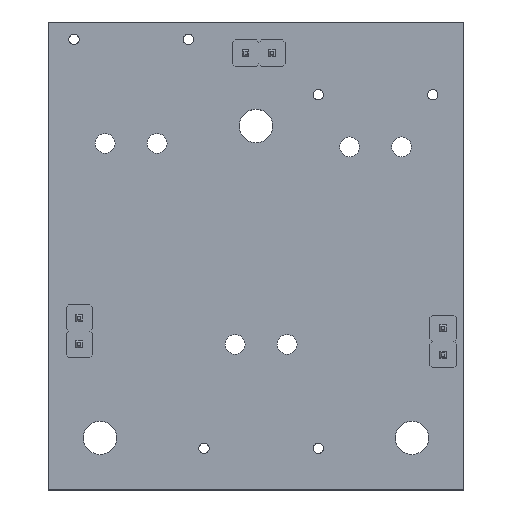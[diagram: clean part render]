
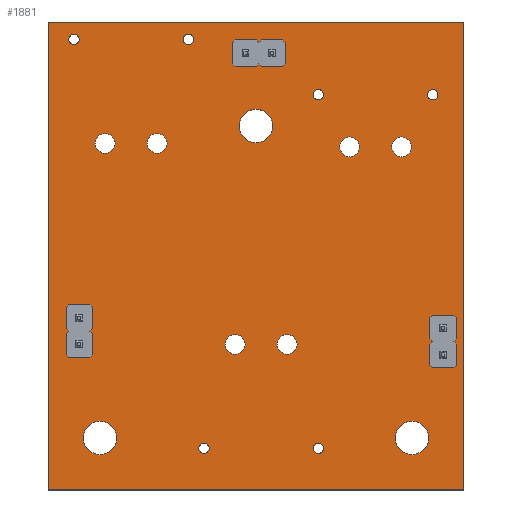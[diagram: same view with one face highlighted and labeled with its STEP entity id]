
A CAD part, top view. The second image highlights one B-rep face of the part: STEP entity #1881.
In plain terms, the highlighted planar face has unit normal (0, 0, 1).
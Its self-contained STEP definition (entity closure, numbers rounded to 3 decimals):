
#1538 = VERTEX_POINT('',#1539);
#1539 = CARTESIAN_POINT('',(141.,-97.,1.6));
#1545 = EDGE_CURVE('',#1538,#1546,#1548,.T.);
#1546 = VERTEX_POINT('',#1547);
#1547 = CARTESIAN_POINT('',(101.,-97.,1.6));
#1548 = LINE('',#1549,#1550);
#1549 = CARTESIAN_POINT('',(141.,-97.,1.6));
#1550 = VECTOR('',#1551,1.);
#1551 = DIRECTION('',(-1.,0.,0.));
#1578 = VERTEX_POINT('',#1579);
#1579 = CARTESIAN_POINT('',(141.,-52.,1.6));
#1585 = EDGE_CURVE('',#1578,#1538,#1586,.T.);
#1586 = LINE('',#1587,#1588);
#1587 = CARTESIAN_POINT('',(141.,-52.,1.6));
#1588 = VECTOR('',#1589,1.);
#1589 = DIRECTION('',(0.,-1.,0.));
#1607 = EDGE_CURVE('',#1546,#1608,#1610,.T.);
#1608 = VERTEX_POINT('',#1609);
#1609 = CARTESIAN_POINT('',(101.,-52.,1.6));
#1610 = LINE('',#1611,#1612);
#1611 = CARTESIAN_POINT('',(101.,-97.,1.6));
#1612 = VECTOR('',#1613,1.);
#1613 = DIRECTION('',(0.,1.,0.));
#1881 = ADVANCED_FACE('',(#1882,#1893,#1904,#1915,#1926,#1937,#1948,
    #1959,#1970,#1981,#1992,#2003,#2014,#2025,#2036,#2047,#2058,#2069,
    #2080,#2091,#2102,#2113),#2124,.F.);
#1882 = FACE_BOUND('',#1883,.F.);
#1883 = EDGE_LOOP('',(#1884,#1885,#1886,#1892));
#1884 = ORIENTED_EDGE('',*,*,#1545,.T.);
#1885 = ORIENTED_EDGE('',*,*,#1607,.T.);
#1886 = ORIENTED_EDGE('',*,*,#1887,.T.);
#1887 = EDGE_CURVE('',#1608,#1578,#1888,.T.);
#1888 = LINE('',#1889,#1890);
#1889 = CARTESIAN_POINT('',(101.,-52.,1.6));
#1890 = VECTOR('',#1891,1.);
#1891 = DIRECTION('',(1.,0.,0.));
#1892 = ORIENTED_EDGE('',*,*,#1585,.T.);
#1893 = FACE_BOUND('',#1894,.F.);
#1894 = EDGE_LOOP('',(#1895));
#1895 = ORIENTED_EDGE('',*,*,#1896,.F.);
#1896 = EDGE_CURVE('',#1897,#1897,#1899,.T.);
#1897 = VERTEX_POINT('',#1898);
#1898 = CARTESIAN_POINT('',(136.,-93.6,1.6));
#1899 = CIRCLE('',#1900,1.6);
#1900 = AXIS2_PLACEMENT_3D('',#1901,#1902,#1903);
#1901 = CARTESIAN_POINT('',(136.,-92.,1.6));
#1902 = DIRECTION('',(-0.,0.,-1.));
#1903 = DIRECTION('',(-0.,-1.,0.));
#1904 = FACE_BOUND('',#1905,.F.);
#1905 = EDGE_LOOP('',(#1906));
#1906 = ORIENTED_EDGE('',*,*,#1907,.F.);
#1907 = EDGE_CURVE('',#1908,#1908,#1910,.T.);
#1908 = VERTEX_POINT('',#1909);
#1909 = CARTESIAN_POINT('',(139.,-84.5,1.6));
#1910 = CIRCLE('',#1911,0.5);
#1911 = AXIS2_PLACEMENT_3D('',#1912,#1913,#1914);
#1912 = CARTESIAN_POINT('',(139.,-84.,1.6));
#1913 = DIRECTION('',(-0.,0.,-1.));
#1914 = DIRECTION('',(-0.,-1.,0.));
#1915 = FACE_BOUND('',#1916,.F.);
#1916 = EDGE_LOOP('',(#1917));
#1917 = ORIENTED_EDGE('',*,*,#1918,.F.);
#1918 = EDGE_CURVE('',#1919,#1919,#1921,.T.);
#1919 = VERTEX_POINT('',#1920);
#1920 = CARTESIAN_POINT('',(127.,-93.5,1.6));
#1921 = CIRCLE('',#1922,0.5);
#1922 = AXIS2_PLACEMENT_3D('',#1923,#1924,#1925);
#1923 = CARTESIAN_POINT('',(127.,-93.,1.6));
#1924 = DIRECTION('',(-0.,0.,-1.));
#1925 = DIRECTION('',(-0.,-1.,0.));
#1926 = FACE_BOUND('',#1927,.F.);
#1927 = EDGE_LOOP('',(#1928));
#1928 = ORIENTED_EDGE('',*,*,#1929,.F.);
#1929 = EDGE_CURVE('',#1930,#1930,#1932,.T.);
#1930 = VERTEX_POINT('',#1931);
#1931 = CARTESIAN_POINT('',(139.,-81.96,1.6));
#1932 = CIRCLE('',#1933,0.5);
#1933 = AXIS2_PLACEMENT_3D('',#1934,#1935,#1936);
#1934 = CARTESIAN_POINT('',(139.,-81.46,1.6));
#1935 = DIRECTION('',(-0.,0.,-1.));
#1936 = DIRECTION('',(-0.,-1.,0.));
#1937 = FACE_BOUND('',#1938,.F.);
#1938 = EDGE_LOOP('',(#1939));
#1939 = ORIENTED_EDGE('',*,*,#1940,.F.);
#1940 = EDGE_CURVE('',#1941,#1941,#1943,.T.);
#1941 = VERTEX_POINT('',#1942);
#1942 = CARTESIAN_POINT('',(124.,-83.95,1.6));
#1943 = CIRCLE('',#1944,0.95);
#1944 = AXIS2_PLACEMENT_3D('',#1945,#1946,#1947);
#1945 = CARTESIAN_POINT('',(124.,-83.,1.6));
#1946 = DIRECTION('',(-0.,0.,-1.));
#1947 = DIRECTION('',(-0.,-1.,0.));
#1948 = FACE_BOUND('',#1949,.F.);
#1949 = EDGE_LOOP('',(#1950));
#1950 = ORIENTED_EDGE('',*,*,#1951,.F.);
#1951 = EDGE_CURVE('',#1952,#1952,#1954,.T.);
#1952 = VERTEX_POINT('',#1953);
#1953 = CARTESIAN_POINT('',(116.,-93.5,1.6));
#1954 = CIRCLE('',#1955,0.5);
#1955 = AXIS2_PLACEMENT_3D('',#1956,#1957,#1958);
#1956 = CARTESIAN_POINT('',(116.,-93.,1.6));
#1957 = DIRECTION('',(-0.,0.,-1.));
#1958 = DIRECTION('',(-0.,-1.,0.));
#1959 = FACE_BOUND('',#1960,.F.);
#1960 = EDGE_LOOP('',(#1961));
#1961 = ORIENTED_EDGE('',*,*,#1962,.F.);
#1962 = EDGE_CURVE('',#1963,#1963,#1965,.T.);
#1963 = VERTEX_POINT('',#1964);
#1964 = CARTESIAN_POINT('',(106.,-93.6,1.6));
#1965 = CIRCLE('',#1966,1.6);
#1966 = AXIS2_PLACEMENT_3D('',#1967,#1968,#1969);
#1967 = CARTESIAN_POINT('',(106.,-92.,1.6));
#1968 = DIRECTION('',(-0.,0.,-1.));
#1969 = DIRECTION('',(-0.,-1.,0.));
#1970 = FACE_BOUND('',#1971,.F.);
#1971 = EDGE_LOOP('',(#1972));
#1972 = ORIENTED_EDGE('',*,*,#1973,.F.);
#1973 = EDGE_CURVE('',#1974,#1974,#1976,.T.);
#1974 = VERTEX_POINT('',#1975);
#1975 = CARTESIAN_POINT('',(119.,-83.95,1.6));
#1976 = CIRCLE('',#1977,0.95);
#1977 = AXIS2_PLACEMENT_3D('',#1978,#1979,#1980);
#1978 = CARTESIAN_POINT('',(119.,-83.,1.6));
#1979 = DIRECTION('',(-0.,0.,-1.));
#1980 = DIRECTION('',(-0.,-1.,0.));
#1981 = FACE_BOUND('',#1982,.F.);
#1982 = EDGE_LOOP('',(#1983));
#1983 = ORIENTED_EDGE('',*,*,#1984,.F.);
#1984 = EDGE_CURVE('',#1985,#1985,#1987,.T.);
#1985 = VERTEX_POINT('',#1986);
#1986 = CARTESIAN_POINT('',(104.,-83.5,1.6));
#1987 = CIRCLE('',#1988,0.5);
#1988 = AXIS2_PLACEMENT_3D('',#1989,#1990,#1991);
#1989 = CARTESIAN_POINT('',(104.,-83.,1.6));
#1990 = DIRECTION('',(-0.,0.,-1.));
#1991 = DIRECTION('',(-0.,-1.,0.));
#1992 = FACE_BOUND('',#1993,.F.);
#1993 = EDGE_LOOP('',(#1994));
#1994 = ORIENTED_EDGE('',*,*,#1995,.F.);
#1995 = EDGE_CURVE('',#1996,#1996,#1998,.T.);
#1996 = VERTEX_POINT('',#1997);
#1997 = CARTESIAN_POINT('',(104.,-80.96,1.6));
#1998 = CIRCLE('',#1999,0.5);
#1999 = AXIS2_PLACEMENT_3D('',#2000,#2001,#2002);
#2000 = CARTESIAN_POINT('',(104.,-80.46,1.6));
#2001 = DIRECTION('',(-0.,0.,-1.));
#2002 = DIRECTION('',(-0.,-1.,0.));
#2003 = FACE_BOUND('',#2004,.F.);
#2004 = EDGE_LOOP('',(#2005));
#2005 = ORIENTED_EDGE('',*,*,#2006,.F.);
#2006 = EDGE_CURVE('',#2007,#2007,#2009,.T.);
#2007 = VERTEX_POINT('',#2008);
#2008 = CARTESIAN_POINT('',(135.,-64.95,1.6));
#2009 = CIRCLE('',#2010,0.95);
#2010 = AXIS2_PLACEMENT_3D('',#2011,#2012,#2013);
#2011 = CARTESIAN_POINT('',(135.,-64.,1.6));
#2012 = DIRECTION('',(-0.,0.,-1.));
#2013 = DIRECTION('',(-0.,-1.,0.));
#2014 = FACE_BOUND('',#2015,.F.);
#2015 = EDGE_LOOP('',(#2016));
#2016 = ORIENTED_EDGE('',*,*,#2017,.F.);
#2017 = EDGE_CURVE('',#2018,#2018,#2020,.T.);
#2018 = VERTEX_POINT('',#2019);
#2019 = CARTESIAN_POINT('',(130.,-64.95,1.6));
#2020 = CIRCLE('',#2021,0.95);
#2021 = AXIS2_PLACEMENT_3D('',#2022,#2023,#2024);
#2022 = CARTESIAN_POINT('',(130.,-64.,1.6));
#2023 = DIRECTION('',(-0.,0.,-1.));
#2024 = DIRECTION('',(-0.,-1.,0.));
#2025 = FACE_BOUND('',#2026,.F.);
#2026 = EDGE_LOOP('',(#2027));
#2027 = ORIENTED_EDGE('',*,*,#2028,.F.);
#2028 = EDGE_CURVE('',#2029,#2029,#2031,.T.);
#2029 = VERTEX_POINT('',#2030);
#2030 = CARTESIAN_POINT('',(138.,-59.5,1.6));
#2031 = CIRCLE('',#2032,0.5);
#2032 = AXIS2_PLACEMENT_3D('',#2033,#2034,#2035);
#2033 = CARTESIAN_POINT('',(138.,-59.,1.6));
#2034 = DIRECTION('',(-0.,0.,-1.));
#2035 = DIRECTION('',(-0.,-1.,0.));
#2036 = FACE_BOUND('',#2037,.F.);
#2037 = EDGE_LOOP('',(#2038));
#2038 = ORIENTED_EDGE('',*,*,#2039,.F.);
#2039 = EDGE_CURVE('',#2040,#2040,#2042,.T.);
#2040 = VERTEX_POINT('',#2041);
#2041 = CARTESIAN_POINT('',(127.,-59.5,1.6));
#2042 = CIRCLE('',#2043,0.5);
#2043 = AXIS2_PLACEMENT_3D('',#2044,#2045,#2046);
#2044 = CARTESIAN_POINT('',(127.,-59.,1.6));
#2045 = DIRECTION('',(-0.,0.,-1.));
#2046 = DIRECTION('',(-0.,-1.,0.));
#2047 = FACE_BOUND('',#2048,.F.);
#2048 = EDGE_LOOP('',(#2049));
#2049 = ORIENTED_EDGE('',*,*,#2050,.F.);
#2050 = EDGE_CURVE('',#2051,#2051,#2053,.T.);
#2051 = VERTEX_POINT('',#2052);
#2052 = CARTESIAN_POINT('',(122.54,-55.5,1.6));
#2053 = CIRCLE('',#2054,0.5);
#2054 = AXIS2_PLACEMENT_3D('',#2055,#2056,#2057);
#2055 = CARTESIAN_POINT('',(122.54,-55.,1.6));
#2056 = DIRECTION('',(-0.,0.,-1.));
#2057 = DIRECTION('',(-0.,-1.,0.));
#2058 = FACE_BOUND('',#2059,.F.);
#2059 = EDGE_LOOP('',(#2060));
#2060 = ORIENTED_EDGE('',*,*,#2061,.F.);
#2061 = EDGE_CURVE('',#2062,#2062,#2064,.T.);
#2062 = VERTEX_POINT('',#2063);
#2063 = CARTESIAN_POINT('',(111.5,-64.625,1.6));
#2064 = CIRCLE('',#2065,0.95);
#2065 = AXIS2_PLACEMENT_3D('',#2066,#2067,#2068);
#2066 = CARTESIAN_POINT('',(111.5,-63.675,1.6));
#2067 = DIRECTION('',(-0.,0.,-1.));
#2068 = DIRECTION('',(-0.,-1.,0.));
#2069 = FACE_BOUND('',#2070,.F.);
#2070 = EDGE_LOOP('',(#2071));
#2071 = ORIENTED_EDGE('',*,*,#2072,.F.);
#2072 = EDGE_CURVE('',#2073,#2073,#2075,.T.);
#2073 = VERTEX_POINT('',#2074);
#2074 = CARTESIAN_POINT('',(106.5,-64.625,1.6));
#2075 = CIRCLE('',#2076,0.95);
#2076 = AXIS2_PLACEMENT_3D('',#2077,#2078,#2079);
#2077 = CARTESIAN_POINT('',(106.5,-63.675,1.6));
#2078 = DIRECTION('',(-0.,0.,-1.));
#2079 = DIRECTION('',(-0.,-1.,0.));
#2080 = FACE_BOUND('',#2081,.F.);
#2081 = EDGE_LOOP('',(#2082));
#2082 = ORIENTED_EDGE('',*,*,#2083,.F.);
#2083 = EDGE_CURVE('',#2084,#2084,#2086,.T.);
#2084 = VERTEX_POINT('',#2085);
#2085 = CARTESIAN_POINT('',(121.,-63.6,1.6));
#2086 = CIRCLE('',#2087,1.6);
#2087 = AXIS2_PLACEMENT_3D('',#2088,#2089,#2090);
#2088 = CARTESIAN_POINT('',(121.,-62.,1.6));
#2089 = DIRECTION('',(-0.,0.,-1.));
#2090 = DIRECTION('',(-0.,-1.,0.));
#2091 = FACE_BOUND('',#2092,.F.);
#2092 = EDGE_LOOP('',(#2093));
#2093 = ORIENTED_EDGE('',*,*,#2094,.F.);
#2094 = EDGE_CURVE('',#2095,#2095,#2097,.T.);
#2095 = VERTEX_POINT('',#2096);
#2096 = CARTESIAN_POINT('',(120.,-55.5,1.6));
#2097 = CIRCLE('',#2098,0.5);
#2098 = AXIS2_PLACEMENT_3D('',#2099,#2100,#2101);
#2099 = CARTESIAN_POINT('',(120.,-55.,1.6));
#2100 = DIRECTION('',(-0.,0.,-1.));
#2101 = DIRECTION('',(-0.,-1.,0.));
#2102 = FACE_BOUND('',#2103,.F.);
#2103 = EDGE_LOOP('',(#2104));
#2104 = ORIENTED_EDGE('',*,*,#2105,.F.);
#2105 = EDGE_CURVE('',#2106,#2106,#2108,.T.);
#2106 = VERTEX_POINT('',#2107);
#2107 = CARTESIAN_POINT('',(114.5,-54.175,1.6));
#2108 = CIRCLE('',#2109,0.5);
#2109 = AXIS2_PLACEMENT_3D('',#2110,#2111,#2112);
#2110 = CARTESIAN_POINT('',(114.5,-53.675,1.6));
#2111 = DIRECTION('',(-0.,0.,-1.));
#2112 = DIRECTION('',(-0.,-1.,0.));
#2113 = FACE_BOUND('',#2114,.F.);
#2114 = EDGE_LOOP('',(#2115));
#2115 = ORIENTED_EDGE('',*,*,#2116,.F.);
#2116 = EDGE_CURVE('',#2117,#2117,#2119,.T.);
#2117 = VERTEX_POINT('',#2118);
#2118 = CARTESIAN_POINT('',(103.5,-54.175,1.6));
#2119 = CIRCLE('',#2120,0.5);
#2120 = AXIS2_PLACEMENT_3D('',#2121,#2122,#2123);
#2121 = CARTESIAN_POINT('',(103.5,-53.675,1.6));
#2122 = DIRECTION('',(-0.,0.,-1.));
#2123 = DIRECTION('',(-0.,-1.,0.));
#2124 = PLANE('',#2125);
#2125 = AXIS2_PLACEMENT_3D('',#2126,#2127,#2128);
#2126 = CARTESIAN_POINT('',(121.,-74.5,1.6));
#2127 = DIRECTION('',(-0.,-0.,-1.));
#2128 = DIRECTION('',(-1.,0.,0.));
